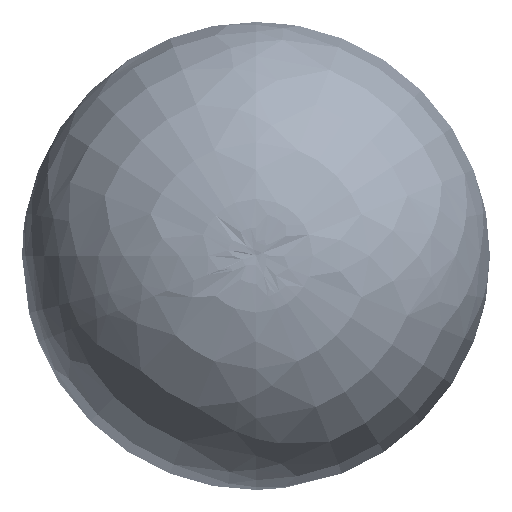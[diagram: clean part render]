
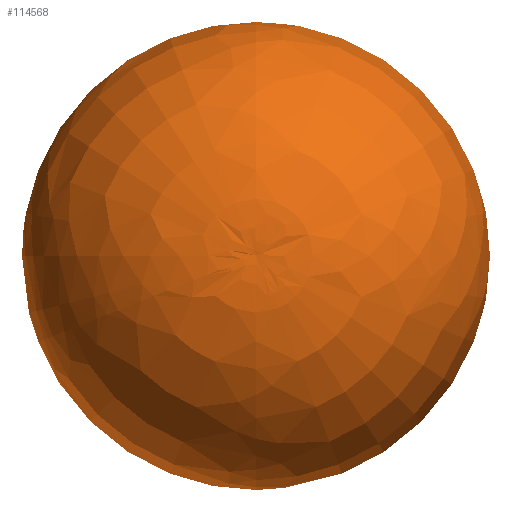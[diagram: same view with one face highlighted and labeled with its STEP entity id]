
A CAD part, top view. The second image highlights one B-rep face of the part: STEP entity #114568.
In plain terms, the highlighted free-form (B-spline) face has degree [2, 2] with [5, 9] control points.
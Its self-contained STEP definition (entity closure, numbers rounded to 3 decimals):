
#280=(
BOUNDED_CURVE()
B_SPLINE_CURVE(2,(#329277,#329278,#329279,#329280,#329281),
 .UNSPECIFIED.,.F.,.F.)
B_SPLINE_CURVE_WITH_KNOTS((3,2,3),(-0.524,0.576,
1.675),.UNSPECIFIED.)
CURVE()
GEOMETRIC_REPRESENTATION_ITEM()
RATIONAL_B_SPLINE_CURVE((1.,0.853,1.,0.853,1.))
REPRESENTATION_ITEM('')
);
#12400=(
BOUNDED_SURFACE()
B_SPLINE_SURFACE(2,2,((#329231,#329232,#329233,#329234,#329235,#329236,
#329237,#329238,#329239),(#329240,#329241,#329242,#329243,#329244,#329245,
#329246,#329247,#329248),(#329249,#329250,#329251,#329252,#329253,#329254,
#329255,#329256,#329257),(#329258,#329259,#329260,#329261,#329262,#329263,
#329264,#329265,#329266),(#329267,#329268,#329269,#329270,#329271,#329272,
#329273,#329274,#329275)),.UNSPECIFIED.,.F.,.T.,.F.)
B_SPLINE_SURFACE_WITH_KNOTS((3,2,3),(3,2,2,2,3),(-1.675,-0.576,
0.524),(-3.142,-1.571,0.,1.571,
3.142),.UNSPECIFIED.)
GEOMETRIC_REPRESENTATION_ITEM()
RATIONAL_B_SPLINE_SURFACE(((1.,0.707,1.,0.707,1.,
0.707,1.,0.707,1.),(0.853,0.603,
0.853,0.603,0.853,0.603,0.853,
0.603,0.853),(1.,0.707,1.,0.707,
1.,0.707,1.,0.707,1.),(0.853,0.603,
0.853,0.603,0.853,0.603,0.853,
0.603,0.853),(1.,0.707,1.,0.707,
1.,0.707,1.,0.707,1.)))
REPRESENTATION_ITEM('')
SURFACE()
);
#19327=FACE_OUTER_BOUND('',#27903,.T.);
#27903=EDGE_LOOP('',(#100502,#100503,#100504,#100505));
#43748=CIRCLE('',#127395,1864.488);
#43749=CIRCLE('',#127396,1864.488);
#53927=VERTEX_POINT('',#329222);
#53928=VERTEX_POINT('',#329228);
#53929=VERTEX_POINT('',#329276);
#69455=EDGE_CURVE('',#53927,#53928,#43748,.T.);
#69456=EDGE_CURVE('',#53928,#53927,#43749,.T.);
#69457=EDGE_CURVE('',#53927,#53929,#280,.T.);
#100502=ORIENTED_EDGE('',*,*,#69456,.F.);
#100503=ORIENTED_EDGE('',*,*,#69455,.F.);
#100504=ORIENTED_EDGE('',*,*,#69457,.T.);
#100505=ORIENTED_EDGE('',*,*,#69457,.F.);
#114568=ADVANCED_FACE('',(#19327),#12400,.F.);
#127395=AXIS2_PLACEMENT_3D('',#329229,#156928,#156929);
#127396=AXIS2_PLACEMENT_3D('',#329230,#156930,#156931);
#156928=DIRECTION('center_axis',(-1.,0.,0.));
#156929=DIRECTION('ref_axis',(0.,0.,1.));
#156930=DIRECTION('center_axis',(-1.,0.,0.));
#156931=DIRECTION('ref_axis',(0.,0.,1.));
#329222=CARTESIAN_POINT('',(-960.992,200.,-1864.488));
#329228=CARTESIAN_POINT('',(-960.992,-1664.488,0.));
#329229=CARTESIAN_POINT('Origin',(-960.992,200.,0.));
#329230=CARTESIAN_POINT('Origin',(-960.992,200.,0.));
#329231=CARTESIAN_POINT('Ctrl Pts',(1911.551,200.,0.));
#329232=CARTESIAN_POINT('Ctrl Pts',(1911.551,200.,0.));
#329233=CARTESIAN_POINT('Ctrl Pts',(1911.551,200.,0.));
#329234=CARTESIAN_POINT('Ctrl Pts',(1911.551,200.,0.));
#329235=CARTESIAN_POINT('Ctrl Pts',(1911.551,200.,0.));
#329236=CARTESIAN_POINT('Ctrl Pts',(1911.551,200.,0.));
#329237=CARTESIAN_POINT('Ctrl Pts',(1911.551,200.,0.));
#329238=CARTESIAN_POINT('Ctrl Pts',(1911.551,200.,0.));
#329239=CARTESIAN_POINT('Ctrl Pts',(1911.551,200.,0.));
#329240=CARTESIAN_POINT('Ctrl Pts',(2034.078,200.,-1171.09));
#329241=CARTESIAN_POINT('Ctrl Pts',(2034.078,-971.09,
-1171.09));
#329242=CARTESIAN_POINT('Ctrl Pts',(2034.078,-971.09,
0.));
#329243=CARTESIAN_POINT('Ctrl Pts',(2034.078,-971.09,
1171.09));
#329244=CARTESIAN_POINT('Ctrl Pts',(2034.078,200.,1171.09));
#329245=CARTESIAN_POINT('Ctrl Pts',(2034.078,1371.09,1171.09));
#329246=CARTESIAN_POINT('Ctrl Pts',(2034.078,1371.09,0.));
#329247=CARTESIAN_POINT('Ctrl Pts',(2034.078,1371.09,-1171.09));
#329248=CARTESIAN_POINT('Ctrl Pts',(2034.078,200.,-1171.09));
#329249=CARTESIAN_POINT('Ctrl Pts',(1046.408,200.,-1812.159));
#329250=CARTESIAN_POINT('Ctrl Pts',(1046.408,-1612.159,
-1812.159));
#329251=CARTESIAN_POINT('Ctrl Pts',(1046.408,-1612.159,
0.));
#329252=CARTESIAN_POINT('Ctrl Pts',(1046.408,-1612.159,
1812.159));
#329253=CARTESIAN_POINT('Ctrl Pts',(1046.408,200.,1812.159));
#329254=CARTESIAN_POINT('Ctrl Pts',(1046.408,2012.159,1812.159));
#329255=CARTESIAN_POINT('Ctrl Pts',(1046.408,2012.159,0.));
#329256=CARTESIAN_POINT('Ctrl Pts',(1046.408,2012.159,-1812.159));
#329257=CARTESIAN_POINT('Ctrl Pts',(1046.408,200.,-1812.159));
#329258=CARTESIAN_POINT('Ctrl Pts',(58.737,200.,-2453.229));
#329259=CARTESIAN_POINT('Ctrl Pts',(58.737,-2253.229,-2453.229));
#329260=CARTESIAN_POINT('Ctrl Pts',(58.737,-2253.229,0.));
#329261=CARTESIAN_POINT('Ctrl Pts',(58.737,-2253.229,2453.229));
#329262=CARTESIAN_POINT('Ctrl Pts',(58.737,200.,2453.229));
#329263=CARTESIAN_POINT('Ctrl Pts',(58.737,2653.229,2453.229));
#329264=CARTESIAN_POINT('Ctrl Pts',(58.737,2653.229,0.));
#329265=CARTESIAN_POINT('Ctrl Pts',(58.737,2653.229,-2453.229));
#329266=CARTESIAN_POINT('Ctrl Pts',(58.737,200.,-2453.229));
#329267=CARTESIAN_POINT('Ctrl Pts',(-960.992,200.,-1864.488));
#329268=CARTESIAN_POINT('Ctrl Pts',(-960.992,-1664.488,
-1864.488));
#329269=CARTESIAN_POINT('Ctrl Pts',(-960.992,-1664.488,
0.));
#329270=CARTESIAN_POINT('Ctrl Pts',(-960.992,-1664.488,
1864.488));
#329271=CARTESIAN_POINT('Ctrl Pts',(-960.992,200.,1864.488));
#329272=CARTESIAN_POINT('Ctrl Pts',(-960.992,2064.488,
1864.488));
#329273=CARTESIAN_POINT('Ctrl Pts',(-960.992,2064.488,
0.));
#329274=CARTESIAN_POINT('Ctrl Pts',(-960.992,2064.488,
-1864.488));
#329275=CARTESIAN_POINT('Ctrl Pts',(-960.992,200.,-1864.488));
#329276=CARTESIAN_POINT('',(1911.551,200.,0.));
#329277=CARTESIAN_POINT('Ctrl Pts',(-960.992,200.,-1864.488));
#329278=CARTESIAN_POINT('Ctrl Pts',(58.737,200.,-2453.229));
#329279=CARTESIAN_POINT('Ctrl Pts',(1046.408,200.,-1812.159));
#329280=CARTESIAN_POINT('Ctrl Pts',(2034.078,200.,-1171.09));
#329281=CARTESIAN_POINT('Ctrl Pts',(1911.551,200.,0.));
